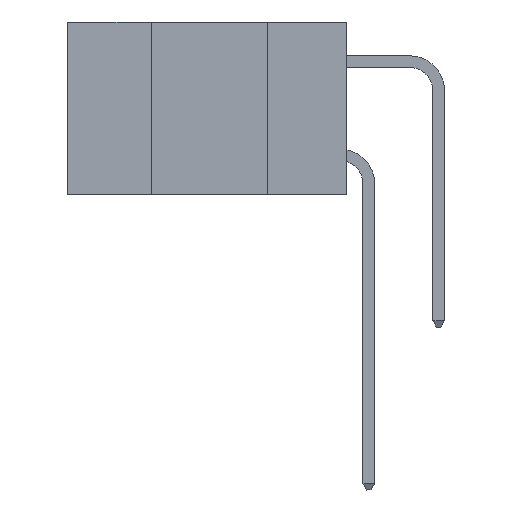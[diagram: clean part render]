
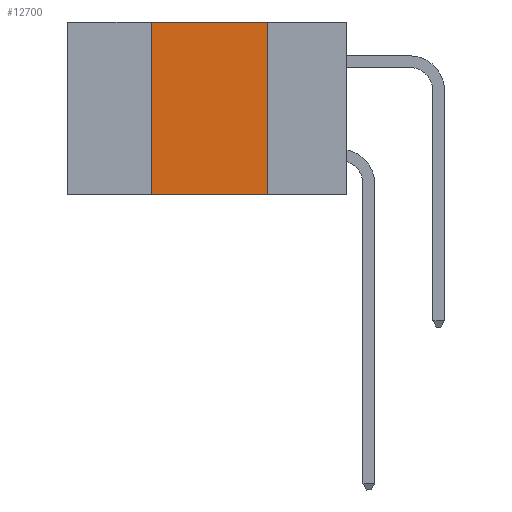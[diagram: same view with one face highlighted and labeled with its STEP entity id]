
A CAD part, left-side view. The second image highlights one B-rep face of the part: STEP entity #12700.
In plain terms, the highlighted planar face has unit normal (-1, 0, 0).
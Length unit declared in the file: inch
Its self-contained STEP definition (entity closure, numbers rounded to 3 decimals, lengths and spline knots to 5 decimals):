
#542 = LINE ( 'NONE', #20644, #13590 ) ;
#557 = CARTESIAN_POINT ( 'NONE',  ( 0., 0.17, 0. ) ) ;
#627 = CARTESIAN_POINT ( 'NONE',  ( 0., 0.42, -0.37 ) ) ;
#685 = ORIENTED_EDGE ( 'NONE', *, *, #2570, .F. ) ;
#1147 = VERTEX_POINT ( 'NONE', #17343 ) ;
#1607 = DIRECTION ( 'NONE',  ( 0., -1., 0. ) ) ;
#1656 = DIRECTION ( 'NONE',  ( 1., 0., 0. ) ) ;
#1801 = VERTEX_POINT ( 'NONE', #557 ) ;
#2076 = ORIENTED_EDGE ( 'NONE', *, *, #18757, .F. ) ;
#2570 = EDGE_CURVE ( 'NONE', #10386, #1801, #542, .T. ) ;
#4269 = ORIENTED_EDGE ( 'NONE', *, *, #21544, .T. ) ;
#4883 = VECTOR ( 'NONE', #18072, 39.37008 ) ;
#5142 = ORIENTED_EDGE ( 'NONE', *, *, #7365, .F. ) ;
#5574 = VECTOR ( 'NONE', #1607, 39.37008 ) ;
#7365 = EDGE_CURVE ( 'NONE', #1801, #1147, #17622, .T. ) ;
#8210 = CARTESIAN_POINT ( 'NONE',  ( 0., 0.42, 0. ) ) ;
#8244 = CARTESIAN_POINT ( 'NONE',  ( 0., 0.42, 0. ) ) ;
#8855 = VECTOR ( 'NONE', #20398, 39.37008 ) ;
#10125 = LINE ( 'NONE', #10153, #5574 ) ;
#10153 = CARTESIAN_POINT ( 'NONE',  ( 0., 0.6, -0.37 ) ) ;
#10195 = PLANE ( 'NONE',  #18648 ) ;
#10386 = VERTEX_POINT ( 'NONE', #8244 ) ;
#10576 = CARTESIAN_POINT ( 'NONE',  ( 0., 0.17, 0. ) ) ;
#11042 = FACE_OUTER_BOUND ( 'NONE', #14236, .T. ) ;
#12700 = ADVANCED_FACE ( 'NONE', ( #11042 ), #10195, .F. ) ;
#13535 = DIRECTION ( 'NONE',  ( 0., 0., -1. ) ) ;
#13590 = VECTOR ( 'NONE', #19956, 39.37008 ) ;
#14236 = EDGE_LOOP ( 'NONE', ( #5142, #685, #2076, #4269 ) ) ;
#17343 = CARTESIAN_POINT ( 'NONE',  ( 0., 0.17, -0.37 ) ) ;
#17622 = LINE ( 'NONE', #10576, #8855 ) ;
#18072 = DIRECTION ( 'NONE',  ( 0., 0., 1. ) ) ;
#18230 = LINE ( 'NONE', #8210, #4883 ) ;
#18548 = VERTEX_POINT ( 'NONE', #627 ) ;
#18648 = AXIS2_PLACEMENT_3D ( 'NONE', #21726, #1656, #13535 ) ;
#18757 = EDGE_CURVE ( 'NONE', #18548, #10386, #18230, .T. ) ;
#19956 = DIRECTION ( 'NONE',  ( 0., -1., 0. ) ) ;
#20398 = DIRECTION ( 'NONE',  ( 0., 0., -1. ) ) ;
#20644 = CARTESIAN_POINT ( 'NONE',  ( 0., 0.6, 0. ) ) ;
#21544 = EDGE_CURVE ( 'NONE', #18548, #1147, #10125, .T. ) ;
#21726 = CARTESIAN_POINT ( 'NONE',  ( 0., 0.6, 0. ) ) ;
